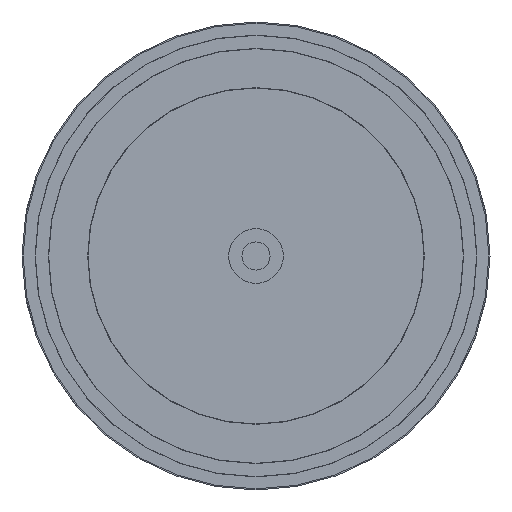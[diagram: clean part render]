
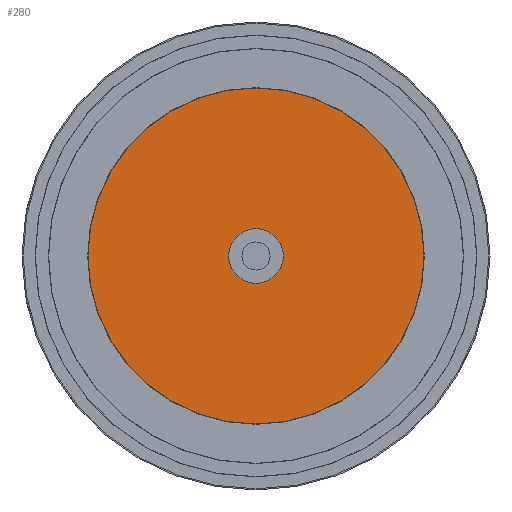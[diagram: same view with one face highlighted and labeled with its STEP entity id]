
A CAD part, top view. The second image highlights one B-rep face of the part: STEP entity #280.
In plain terms, the highlighted face is planar.
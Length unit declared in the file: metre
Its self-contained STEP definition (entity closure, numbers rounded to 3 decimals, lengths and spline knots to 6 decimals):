
#73=PLANE('',#440);
#92=ORIENTED_EDGE('',*,*,#124,.F.);
#93=ORIENTED_EDGE('',*,*,#123,.T.);
#123=EDGE_CURVE('',#142,#142,#161,.T.);
#124=EDGE_CURVE('',#143,#143,#162,.T.);
#142=VERTEX_POINT('',#620);
#143=VERTEX_POINT('',#623);
#161=CIRCLE('',#437,0.010216);
#162=CIRCLE('',#439,0.062809);
#187=EDGE_LOOP('',(#92));
#188=EDGE_LOOP('',(#93));
#225=FACE_BOUND('',#187,.T.);
#226=FACE_BOUND('',#188,.T.);
#280=ADVANCED_FACE('',(#225,#226),#73,.F.);
#437=AXIS2_PLACEMENT_3D('',#619,#514,#515);
#439=AXIS2_PLACEMENT_3D('',#622,#518,#519);
#440=AXIS2_PLACEMENT_3D('',#624,#520,#521);
#514=DIRECTION('',(0.,1.,0.));
#515=DIRECTION('',(1.,0.,0.));
#518=DIRECTION('',(0.,1.,0.));
#519=DIRECTION('',(1.,0.,0.));
#520=DIRECTION('',(0.,1.,0.));
#521=DIRECTION('',(1.,0.,0.));
#619=CARTESIAN_POINT('',(0.,0.,0.));
#620=CARTESIAN_POINT('',(0.010216,0.,0.));
#622=CARTESIAN_POINT('',(0.,0.,0.));
#623=CARTESIAN_POINT('',(0.062809,0.,0.));
#624=CARTESIAN_POINT('',(0.011652,0.,0.));
